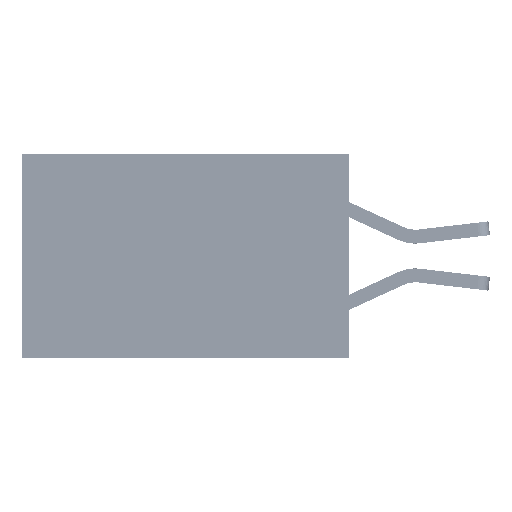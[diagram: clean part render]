
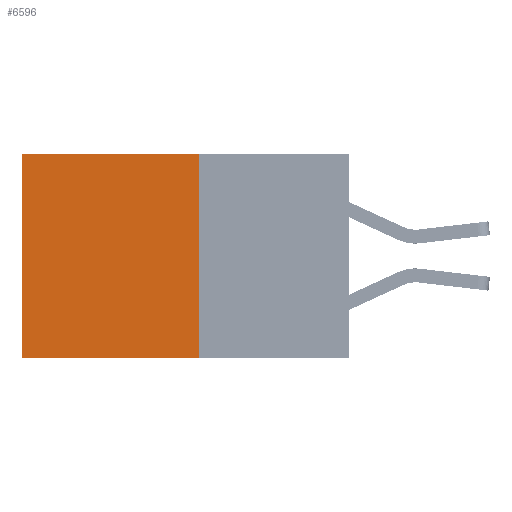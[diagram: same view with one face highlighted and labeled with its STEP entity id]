
A CAD part, left-side view. The second image highlights one B-rep face of the part: STEP entity #6596.
In plain terms, the highlighted planar face has unit normal (-1, 0, 0).
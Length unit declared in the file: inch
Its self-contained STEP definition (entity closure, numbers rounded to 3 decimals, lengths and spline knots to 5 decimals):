
#391 = CARTESIAN_POINT ( 'NONE',  ( 0.277, 0.27, 0. ) ) ;
#1593 = LINE ( 'NONE', #9698, #7237 ) ;
#1867 = LINE ( 'NONE', #2992, #22975 ) ;
#2622 = CARTESIAN_POINT ( 'NONE',  ( 0.277, 0.59, -0.37 ) ) ;
#2650 = CARTESIAN_POINT ( 'NONE',  ( 0.277, 0.27, -0.37 ) ) ;
#2992 = CARTESIAN_POINT ( 'NONE',  ( 0.277, 0.59, -0.37 ) ) ;
#3346 = CARTESIAN_POINT ( 'NONE',  ( 0.277, 0.27, -0.37 ) ) ;
#4047 = ORIENTED_EDGE ( 'NONE', *, *, #32743, .T. ) ;
#4731 = DIRECTION ( 'NONE',  ( 0., 0., -1. ) ) ;
#4812 = DIRECTION ( 'NONE',  ( 1., 0., 0. ) ) ;
#4891 = VECTOR ( 'NONE', #6140, 39.37008 ) ;
#5300 = PLANE ( 'NONE',  #24005 ) ;
#5626 = CARTESIAN_POINT ( 'NONE',  ( 0.277, 0.27, -0.37 ) ) ;
#5753 = CARTESIAN_POINT ( 'NONE',  ( 0.277, 0.27, -0.37 ) ) ;
#5784 = DIRECTION ( 'NONE',  ( 0., 0., -1. ) ) ;
#5816 = CARTESIAN_POINT ( 'NONE',  ( 0.277, 0.59, 0. ) ) ;
#6140 = DIRECTION ( 'NONE',  ( 0., 0., -1. ) ) ;
#6596 = ADVANCED_FACE ( 'NONE', ( #27366 ), #5300, .F. ) ;
#7237 = VECTOR ( 'NONE', #20702, 39.37008 ) ;
#8549 = DIRECTION ( 'NONE',  ( 0., 1., 0. ) ) ;
#8608 = VERTEX_POINT ( 'NONE', #5816 ) ;
#9597 = LINE ( 'NONE', #5753, #30637 ) ;
#9698 = CARTESIAN_POINT ( 'NONE',  ( 0.277, 0.27, 0. ) ) ;
#9834 = ORIENTED_EDGE ( 'NONE', *, *, #18271, .F. ) ;
#9961 = VERTEX_POINT ( 'NONE', #391 ) ;
#12276 = LINE ( 'NONE', #3346, #4891 ) ;
#13657 = EDGE_LOOP ( 'NONE', ( #24885, #35216, #9834, #4047 ) ) ;
#14848 = VERTEX_POINT ( 'NONE', #2622 ) ;
#18163 = EDGE_CURVE ( 'NONE', #8608, #14848, #1867, .T. ) ;
#18271 = EDGE_CURVE ( 'NONE', #9961, #26545, #12276, .T. ) ;
#20702 = DIRECTION ( 'NONE',  ( 0., 1., 0. ) ) ;
#22889 = EDGE_CURVE ( 'NONE', #26545, #14848, #9597, .T. ) ;
#22975 = VECTOR ( 'NONE', #5784, 39.37008 ) ;
#24005 = AXIS2_PLACEMENT_3D ( 'NONE', #5626, #4812, #4731 ) ;
#24885 = ORIENTED_EDGE ( 'NONE', *, *, #18163, .T. ) ;
#26545 = VERTEX_POINT ( 'NONE', #2650 ) ;
#27366 = FACE_OUTER_BOUND ( 'NONE', #13657, .T. ) ;
#30637 = VECTOR ( 'NONE', #8549, 39.37008 ) ;
#32743 = EDGE_CURVE ( 'NONE', #9961, #8608, #1593, .T. ) ;
#35216 = ORIENTED_EDGE ( 'NONE', *, *, #22889, .F. ) ;
